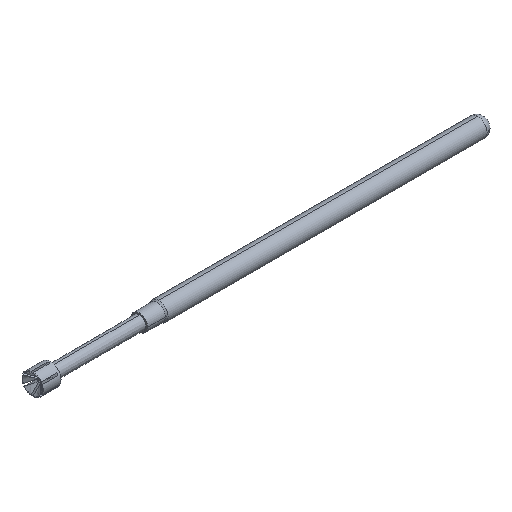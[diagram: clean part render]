
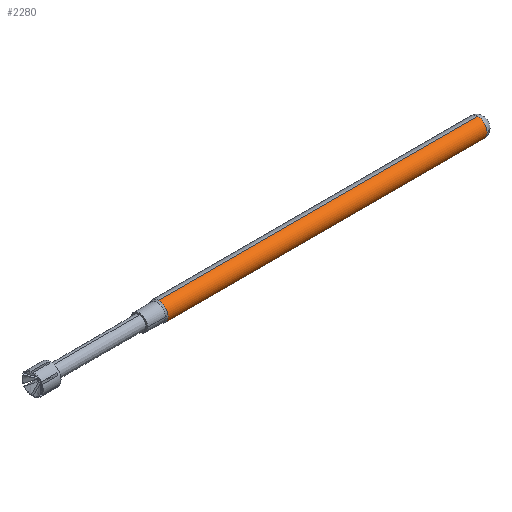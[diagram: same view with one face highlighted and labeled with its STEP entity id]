
A CAD part, isometric view. The second image highlights one B-rep face of the part: STEP entity #2280.
In plain terms, the highlighted cylindrical face has radius 0.683 mm (diameter 1.367 mm), a partial arc.
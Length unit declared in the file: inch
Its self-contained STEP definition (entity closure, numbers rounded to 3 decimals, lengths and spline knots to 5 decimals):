
#19 = VERTEX_POINT ( 'NONE', #623 ) ;
#42 = EDGE_CURVE ( 'NONE', #1987, #1610, #253, .T. ) ;
#105 = VERTEX_POINT ( 'NONE', #953 ) ;
#184 = DIRECTION ( 'NONE',  ( 1., 0., 0. ) ) ;
#186 = CIRCLE ( 'NONE', #379, 0.0269 ) ;
#194 = CARTESIAN_POINT ( 'NONE',  ( 0., 0., 0. ) ) ;
#253 = CIRCLE ( 'NONE', #1886, 0.0269 ) ;
#342 = CARTESIAN_POINT ( 'NONE',  ( 0., 0., -0.0269 ) ) ;
#364 = ORIENTED_EDGE ( 'NONE', *, *, #2461, .F. ) ;
#370 = CARTESIAN_POINT ( 'NONE',  ( 0.92373, 0., 0. ) ) ;
#379 = AXIS2_PLACEMENT_3D ( 'NONE', #194, #2928, #1785 ) ;
#411 = DIRECTION ( 'NONE',  ( 1., 0., 0. ) ) ;
#506 = CARTESIAN_POINT ( 'NONE',  ( 0.94349, 0., 0.0269 ) ) ;
#517 = CARTESIAN_POINT ( 'NONE',  ( 0.92373, 0., 0. ) ) ;
#526 = EDGE_CURVE ( 'NONE', #19, #2560, #2019, .T. ) ;
#616 = DIRECTION ( 'NONE',  ( 0., 1., 0. ) ) ;
#623 = CARTESIAN_POINT ( 'NONE',  ( 0.92373, 0., -0.0269 ) ) ;
#706 = DIRECTION ( 'NONE',  ( 0., 0., 1. ) ) ;
#751 = DIRECTION ( 'NONE',  ( -1., 0., 0. ) ) ;
#793 = CIRCLE ( 'NONE', #1161, 0.0269 ) ;
#852 = EDGE_LOOP ( 'NONE', ( #964, #364, #1406, #1127, #1748, #2905 ) ) ;
#953 = CARTESIAN_POINT ( 'NONE',  ( 0.92373, 0., 0.0269 ) ) ;
#964 = ORIENTED_EDGE ( 'NONE', *, *, #526, .F. ) ;
#1127 = ORIENTED_EDGE ( 'NONE', *, *, #2958, .T. ) ;
#1153 = DIRECTION ( 'NONE',  ( -1., 0., 0. ) ) ;
#1161 = AXIS2_PLACEMENT_3D ( 'NONE', #517, #1384, #2284 ) ;
#1173 = CARTESIAN_POINT ( 'NONE',  ( 0., -0.0269, 0. ) ) ;
#1275 = EDGE_CURVE ( 'NONE', #105, #1920, #793, .T. ) ;
#1322 = VECTOR ( 'NONE', #2220, 39.37008 ) ;
#1384 = DIRECTION ( 'NONE',  ( 1., 0., 0. ) ) ;
#1406 = ORIENTED_EDGE ( 'NONE', *, *, #1275, .F. ) ;
#1472 = EDGE_CURVE ( 'NONE', #1610, #2560, #186, .T. ) ;
#1550 = DIRECTION ( 'NONE',  ( 0., 1., 0. ) ) ;
#1581 = CIRCLE ( 'NONE', #2166, 0.0269 ) ;
#1603 = CYLINDRICAL_SURFACE ( 'NONE', #2938, 0.0269 ) ;
#1610 = VERTEX_POINT ( 'NONE', #1173 ) ;
#1615 = CARTESIAN_POINT ( 'NONE',  ( 0.94349, 0., 0. ) ) ;
#1630 = VECTOR ( 'NONE', #751, 39.37008 ) ;
#1748 = ORIENTED_EDGE ( 'NONE', *, *, #42, .T. ) ;
#1785 = DIRECTION ( 'NONE',  ( 0., 1., 0. ) ) ;
#1792 = CARTESIAN_POINT ( 'NONE',  ( 0.94349, 0., -0.0269 ) ) ;
#1802 = CARTESIAN_POINT ( 'NONE',  ( 0., 0., 0.0269 ) ) ;
#1886 = AXIS2_PLACEMENT_3D ( 'NONE', #2718, #184, #1550 ) ;
#1920 = VERTEX_POINT ( 'NONE', #2238 ) ;
#1987 = VERTEX_POINT ( 'NONE', #1802 ) ;
#2019 = LINE ( 'NONE', #1792, #1322 ) ;
#2044 = FACE_OUTER_BOUND ( 'NONE', #852, .T. ) ;
#2166 = AXIS2_PLACEMENT_3D ( 'NONE', #370, #411, #616 ) ;
#2220 = DIRECTION ( 'NONE',  ( -1., 0., 0. ) ) ;
#2238 = CARTESIAN_POINT ( 'NONE',  ( 0.92373, -0.0269, 0. ) ) ;
#2280 = ADVANCED_FACE ( 'NONE', ( #2044 ), #1603, .T. ) ;
#2284 = DIRECTION ( 'NONE',  ( 0., 1., 0. ) ) ;
#2461 = EDGE_CURVE ( 'NONE', #1920, #19, #1581, .T. ) ;
#2531 = LINE ( 'NONE', #506, #1630 ) ;
#2560 = VERTEX_POINT ( 'NONE', #342 ) ;
#2718 = CARTESIAN_POINT ( 'NONE',  ( 0., 0., 0. ) ) ;
#2905 = ORIENTED_EDGE ( 'NONE', *, *, #1472, .T. ) ;
#2928 = DIRECTION ( 'NONE',  ( 1., 0., 0. ) ) ;
#2938 = AXIS2_PLACEMENT_3D ( 'NONE', #1615, #1153, #706 ) ;
#2958 = EDGE_CURVE ( 'NONE', #105, #1987, #2531, .T. ) ;
